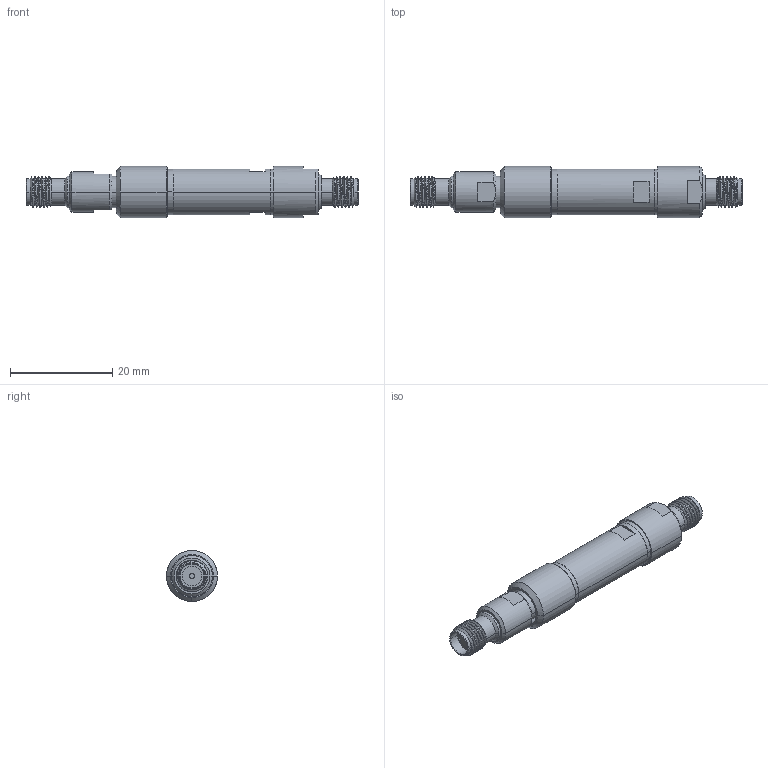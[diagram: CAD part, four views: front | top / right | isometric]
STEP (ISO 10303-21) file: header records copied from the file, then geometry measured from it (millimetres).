
FILE_DESCRIPTION (( 'STEP AP214' ), '1' );
FILE_NAME ('SMP8207_3D.step', '2023-03-15T16:38:24', ( '' ), ( '' ), 'SwSTEP 2.0', 'SolidWorks 2022', '' );
FILE_SCHEMA (( 'AUTOMOTIVE_DESIGN' ));
Length unit declared in the file: inch
Products named in the file (1): SMP8207_3D
Bounding box: 65 x 10 x 10 mm (x, y, z)
Volume: 3412.1 mm3; surface area: 2611.9 mm2
Topology: 1 solids, 2 shells, 168 faces, 386 edges, 244 vertices
Faces by surface type: cylinder 72, cone 52, plane 38, bspline 6
Entity records: 8550 total; most frequent: CARTESIAN_POINT 4745, DIRECTION 808, ORIENTED_EDGE 772, EDGE_CURVE 386, AXIS2_PLACEMENT_3D 335, VERTEX_POINT 244, EDGE_LOOP 192, CIRCLE 172
